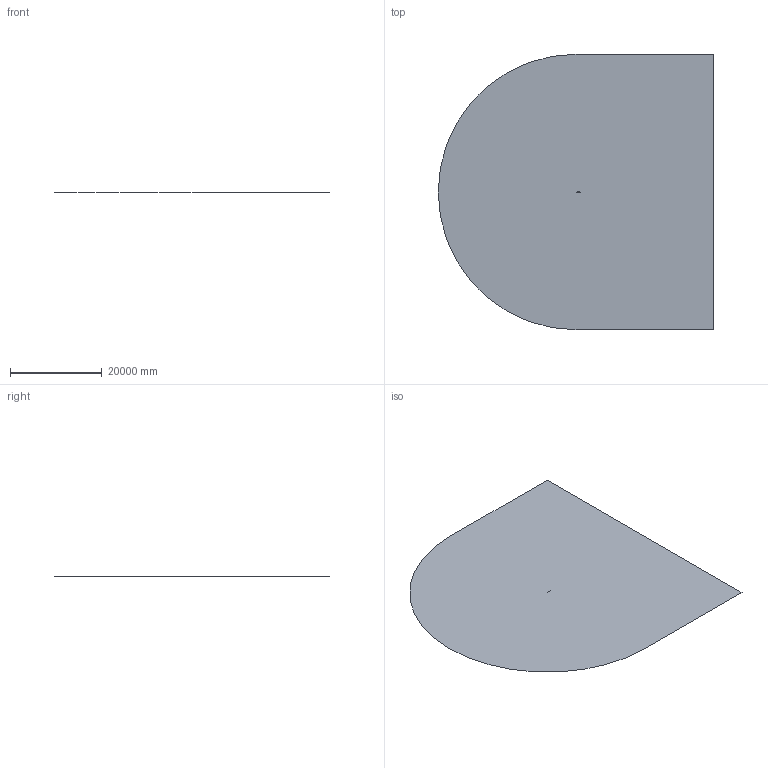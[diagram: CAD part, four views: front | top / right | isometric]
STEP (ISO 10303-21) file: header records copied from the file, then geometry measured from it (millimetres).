
FILE_DESCRIPTION(('STEP AP214'),'1');
FILE_NAME('supersonic_domain.stp','2017-11-14T12:14:56',(' '),(' '),'Spatial InterOp 3D',' ',' ');
FILE_SCHEMA(('automotive_design'));
Length unit declared in the file: metre
Products named in the file (1): 1
Bounding box: 60000 x 60000 x 0 mm (x, y, z)
Surface area: 3213701694.1 mm2 (no closed solid volume)
Topology: 0 solids, 1 shells, 1 faces, 7 edges, 7 vertices
Faces by surface type: plane 1
Entity records: 108 total; most frequent: CARTESIAN_POINT 16, DIRECTION 12, ORIENTED_EDGE 7, EDGE_CURVE 7, VERTEX_POINT 7, LINE 6, VECTOR 6, AXIS2_PLACEMENT_3D 3
